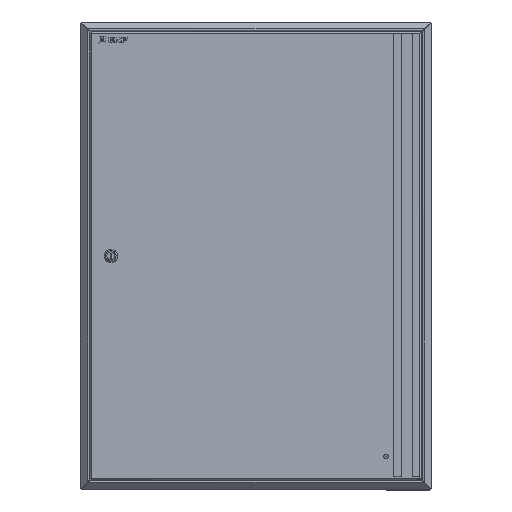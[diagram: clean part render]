
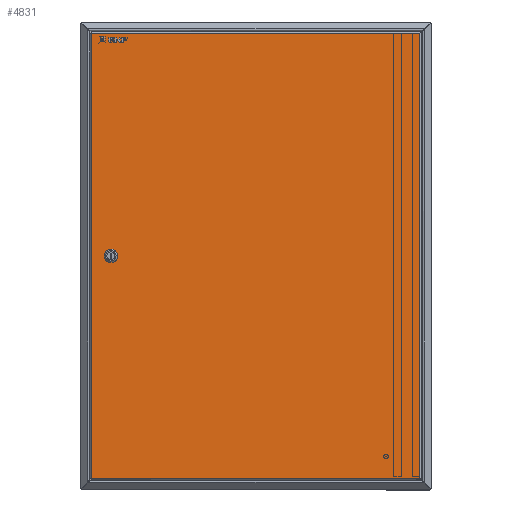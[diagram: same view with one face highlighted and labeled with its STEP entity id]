
A CAD part, top view. The second image highlights one B-rep face of the part: STEP entity #4831.
In plain terms, the highlighted planar face has unit normal (0, 0, 1).
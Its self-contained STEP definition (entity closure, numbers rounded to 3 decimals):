
#152 = VECTOR ( 'NONE', #23438, 1000. ) ;
#448 = DIRECTION ( 'NONE',  ( 0., 0., 1. ) ) ;
#753 = ORIENTED_EDGE ( 'NONE', *, *, #18524, .F. ) ;
#983 = DIRECTION ( 'NONE',  ( 0., 1., 0. ) ) ;
#1441 = CARTESIAN_POINT ( 'NONE',  ( 41.8, 379.381, 0. ) ) ;
#1472 = CARTESIAN_POINT ( 'NONE',  ( 41.8, 386.679, 0. ) ) ;
#1751 = VERTEX_POINT ( 'NONE', #4358 ) ;
#2867 = DIRECTION ( 'NONE',  ( 0., 1., 0. ) ) ;
#3205 = CARTESIAN_POINT ( 'NONE',  ( 24.8, 386.679, 0. ) ) ;
#4141 = VECTOR ( 'NONE', #16194, 1000. ) ;
#4358 = CARTESIAN_POINT ( 'NONE',  ( 24.8, 379.381, 0. ) ) ;
#4831 = ADVANCED_FACE ( 'NONE', ( #22968, #4999 ), #18987, .F. ) ;
#4999 = FACE_OUTER_BOUND ( 'NONE', #12019, .T. ) ;
#5445 = LINE ( 'NONE', #7620, #22010 ) ;
#5490 = CARTESIAN_POINT ( 'NONE',  ( 0., 0., 0. ) ) ;
#6099 = ORIENTED_EDGE ( 'NONE', *, *, #15477, .F. ) ;
#6354 = CARTESIAN_POINT ( 'NONE',  ( 562.783, 764.06, 0. ) ) ;
#6628 = CARTESIAN_POINT ( 'NONE',  ( 33.3, 383.03, 0. ) ) ;
#6745 = CIRCLE ( 'NONE', #18237, 9.25 ) ;
#7295 = ORIENTED_EDGE ( 'NONE', *, *, #8761, .T. ) ;
#7313 = ORIENTED_EDGE ( 'NONE', *, *, #9020, .F. ) ;
#7620 = CARTESIAN_POINT ( 'NONE',  ( 0., 2., 0. ) ) ;
#7741 = DIRECTION ( 'NONE',  ( -1., 0., 0. ) ) ;
#7889 = LINE ( 'NONE', #12205, #13176 ) ;
#8486 = VERTEX_POINT ( 'NONE', #12016 ) ;
#8761 = EDGE_CURVE ( 'NONE', #8996, #16224, #10119, .T. ) ;
#8885 = ORIENTED_EDGE ( 'NONE', *, *, #16089, .T. ) ;
#8902 = DIRECTION ( 'NONE',  ( 1., 0., 0. ) ) ;
#8996 = VERTEX_POINT ( 'NONE', #25076 ) ;
#9020 = EDGE_CURVE ( 'NONE', #13869, #9164, #16422, .T. ) ;
#9164 = VERTEX_POINT ( 'NONE', #3205 ) ;
#9341 = ORIENTED_EDGE ( 'NONE', *, *, #13741, .F. ) ;
#9904 = VECTOR ( 'NONE', #2867, 1000. ) ;
#10119 = LINE ( 'NONE', #6354, #22806 ) ;
#12016 = CARTESIAN_POINT ( 'NONE',  ( 561.96, 2., 0. ) ) ;
#12019 = EDGE_LOOP ( 'NONE', ( #8885, #7295, #23170, #24551 ) ) ;
#12205 = CARTESIAN_POINT ( 'NONE',  ( 41.8, 386.679, 0. ) ) ;
#12766 = EDGE_CURVE ( 'NONE', #16278, #8486, #5445, .T. ) ;
#12928 = VERTEX_POINT ( 'NONE', #1441 ) ;
#13176 = VECTOR ( 'NONE', #983, 1000. ) ;
#13741 = EDGE_CURVE ( 'NONE', #12928, #13869, #7889, .T. ) ;
#13869 = VERTEX_POINT ( 'NONE', #1472 ) ;
#13923 = CARTESIAN_POINT ( 'NONE',  ( 33.3, 383.03, 0. ) ) ;
#14471 = CARTESIAN_POINT ( 'NONE',  ( 0., 0., 0. ) ) ;
#15477 = EDGE_CURVE ( 'NONE', #1751, #12928, #6745, .T. ) ;
#16089 = EDGE_CURVE ( 'NONE', #8486, #8996, #16576, .T. ) ;
#16188 = DIRECTION ( 'NONE',  ( 1., 0., 0. ) ) ;
#16194 = DIRECTION ( 'NONE',  ( 0., -1., 0. ) ) ;
#16224 = VERTEX_POINT ( 'NONE', #23695 ) ;
#16278 = VERTEX_POINT ( 'NONE', #21567 ) ;
#16318 = CARTESIAN_POINT ( 'NONE',  ( 561.96, 1.177, 0. ) ) ;
#16360 = AXIS2_PLACEMENT_3D ( 'NONE', #13923, #448, #16188 ) ;
#16422 = CIRCLE ( 'NONE', #16360, 9.25 ) ;
#16576 = LINE ( 'NONE', #16318, #9904 ) ;
#16598 = DIRECTION ( 'NONE',  ( 1., 0., 0. ) ) ;
#17396 = LINE ( 'NONE', #14471, #152 ) ;
#18237 = AXIS2_PLACEMENT_3D ( 'NONE', #6628, #22405, #8902 ) ;
#18372 = CARTESIAN_POINT ( 'NONE',  ( 24.8, 386.679, 0. ) ) ;
#18524 = EDGE_CURVE ( 'NONE', #9164, #1751, #28141, .T. ) ;
#18987 = PLANE ( 'NONE',  #23868 ) ;
#21265 = DIRECTION ( 'NONE',  ( 0., 0., -1. ) ) ;
#21567 = CARTESIAN_POINT ( 'NONE',  ( 0., 2., 0. ) ) ;
#21634 = EDGE_CURVE ( 'NONE', #16224, #16278, #17396, .T. ) ;
#22010 = VECTOR ( 'NONE', #16598, 1000. ) ;
#22136 = DIRECTION ( 'NONE',  ( -1., 0., 0. ) ) ;
#22405 = DIRECTION ( 'NONE',  ( 0., 0., 1. ) ) ;
#22806 = VECTOR ( 'NONE', #22136, 1000. ) ;
#22968 = FACE_BOUND ( 'NONE', #27064, .T. ) ;
#23170 = ORIENTED_EDGE ( 'NONE', *, *, #21634, .T. ) ;
#23438 = DIRECTION ( 'NONE',  ( 0., -1., 0. ) ) ;
#23695 = CARTESIAN_POINT ( 'NONE',  ( 0., 764.06, 0. ) ) ;
#23868 = AXIS2_PLACEMENT_3D ( 'NONE', #5490, #21265, #7741 ) ;
#24551 = ORIENTED_EDGE ( 'NONE', *, *, #12766, .T. ) ;
#25076 = CARTESIAN_POINT ( 'NONE',  ( 561.96, 764.06, 0. ) ) ;
#27064 = EDGE_LOOP ( 'NONE', ( #753, #7313, #9341, #6099 ) ) ;
#28141 = LINE ( 'NONE', #18372, #4141 ) ;
